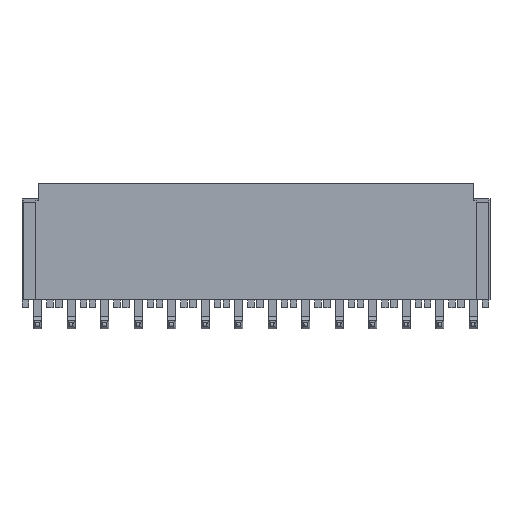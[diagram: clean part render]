
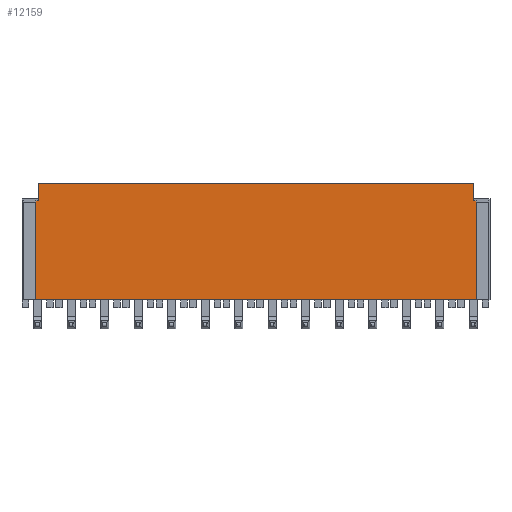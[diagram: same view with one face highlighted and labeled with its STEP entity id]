
A CAD part, top view. The second image highlights one B-rep face of the part: STEP entity #12159.
In plain terms, the highlighted planar face has unit normal (0, 0, 1).
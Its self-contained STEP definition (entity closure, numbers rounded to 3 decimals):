
#357=DIRECTION('',(-1.,0.,0.));
#358=VECTOR('',#357,33.39);
#359=CARTESIAN_POINT('',(16.695,0.,2.28));
#360=LINE('4214',#359,#358);
#2819=DIRECTION('',(-1.,0.,0.));
#2820=VECTOR('',#2819,0.2);
#2821=CARTESIAN_POINT('',(-16.495,7.514,2.28));
#2822=LINE('4220',#2821,#2820);
#2823=DIRECTION('',(0.,1.,0.));
#2824=VECTOR('',#2823,7.514);
#2825=CARTESIAN_POINT('',(-16.695,0.,2.28));
#2826=LINE('4231',#2825,#2824);
#2839=DIRECTION('',(0.,1.,0.));
#2840=VECTOR('',#2839,1.326);
#2841=CARTESIAN_POINT('',(16.495,7.514,2.28));
#2842=LINE('4228',#2841,#2840);
#2843=DIRECTION('',(0.,1.,0.));
#2844=VECTOR('',#2843,7.514);
#2845=CARTESIAN_POINT('',(16.695,0.,2.28));
#2846=LINE('4230',#2845,#2844);
#2847=DIRECTION('',(0.,1.,0.));
#2848=VECTOR('',#2847,1.326);
#2849=CARTESIAN_POINT('',(-16.495,7.514,2.28));
#2850=LINE('4226',#2849,#2848);
#2859=DIRECTION('',(1.,0.,0.));
#2860=VECTOR('',#2859,32.99);
#2861=CARTESIAN_POINT('',(-16.495,8.84,2.28));
#2862=LINE('4211',#2861,#2860);
#2895=DIRECTION('',(-1.,0.,0.));
#2896=VECTOR('',#2895,0.2);
#2897=CARTESIAN_POINT('',(16.695,7.514,2.28));
#2898=LINE('4219',#2897,#2896);
#6869=CARTESIAN_POINT('',(-16.495,8.84,2.28));
#6871=VERTEX_POINT('',#6869);
#6877=CARTESIAN_POINT('',(16.495,8.84,2.28));
#6879=VERTEX_POINT('',#6877);
#6885=CARTESIAN_POINT('',(-16.695,0.,2.28));
#6887=VERTEX_POINT('',#6885);
#6889=CARTESIAN_POINT('',(16.695,0.,2.28));
#6890=VERTEX_POINT('',#6889);
#6897=CARTESIAN_POINT('',(-16.695,7.514,2.28));
#6898=VERTEX_POINT('',#6897);
#6899=CARTESIAN_POINT('',(16.695,7.514,2.28));
#6900=CARTESIAN_POINT('',(16.495,7.514,2.28));
#6901=VERTEX_POINT('',#6899);
#6902=VERTEX_POINT('',#6900);
#6903=CARTESIAN_POINT('',(-16.495,7.514,2.28));
#6904=VERTEX_POINT('',#6903);
#12139=CARTESIAN_POINT('',(-17.735,7.514,2.28));
#12140=DIRECTION('',(0.,0.,1.));
#12141=DIRECTION('',(0.,1.,0.));
#12142=AXIS2_PLACEMENT_3D('',#12139,#12140,#12141);
#12143=PLANE('3586',#12142);
#12145=ORIENTED_EDGE('4228',*,*,#12144,.F.);
#12147=ORIENTED_EDGE('4219',*,*,#12146,.F.);
#12149=ORIENTED_EDGE('4230',*,*,#12148,.F.);
#12150=ORIENTED_EDGE('4214',*,*,#9178,.T.);
#12151=ORIENTED_EDGE('4231',*,*,#12109,.T.);
#12152=ORIENTED_EDGE('4220',*,*,#12095,.F.);
#12154=ORIENTED_EDGE('4226',*,*,#12153,.T.);
#12156=ORIENTED_EDGE('4211',*,*,#12155,.T.);
#12157=EDGE_LOOP('3586',(#12145,#12147,#12149,#12150,#12151,#12152,#12154,
#12156));
#12158=FACE_OUTER_BOUND('3586',#12157,.F.);
#12159=ADVANCED_FACE('3586',(#12158),#12143,.T.);
#9178=EDGE_CURVE('4214',#6890,#6887,#360,.T.);
#12095=EDGE_CURVE('4220',#6904,#6898,#2822,.T.);
#12109=EDGE_CURVE('4231',#6887,#6898,#2826,.T.);
#12144=EDGE_CURVE('4228',#6902,#6879,#2842,.T.);
#12146=EDGE_CURVE('4219',#6901,#6902,#2898,.T.);
#12148=EDGE_CURVE('4230',#6890,#6901,#2846,.T.);
#12153=EDGE_CURVE('4226',#6904,#6871,#2850,.T.);
#12155=EDGE_CURVE('4211',#6871,#6879,#2862,.T.);
